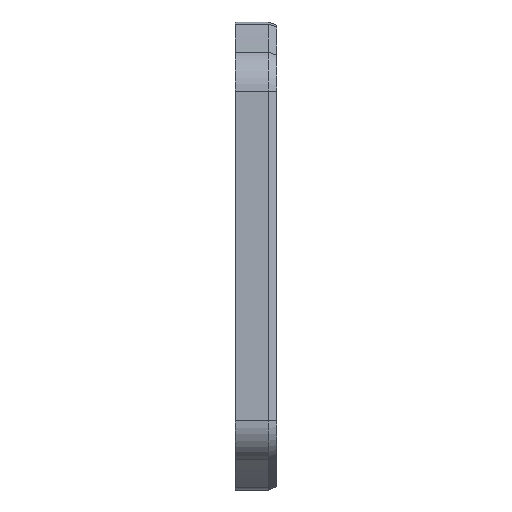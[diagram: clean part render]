
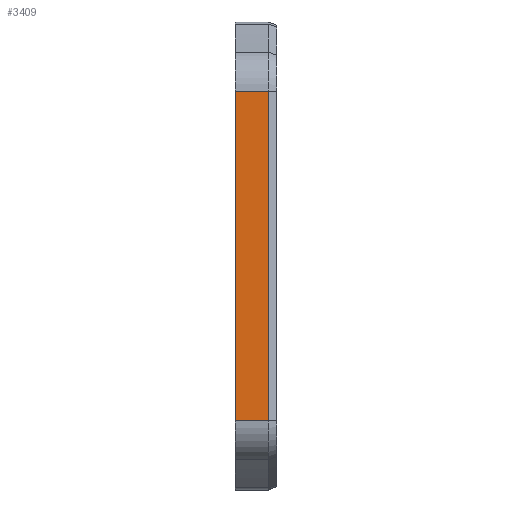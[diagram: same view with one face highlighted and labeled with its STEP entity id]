
A CAD part, left-side view. The second image highlights one B-rep face of the part: STEP entity #3409.
In plain terms, the highlighted planar face has unit normal (-1, 0, 0).
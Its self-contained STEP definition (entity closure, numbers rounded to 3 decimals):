
#24 = PLANE ( 'NONE',  #6563 ) ;
#228 = DIRECTION ( 'NONE',  ( 0., 0., 1. ) ) ;
#346 = LINE ( 'NONE', #7096, #5477 ) ;
#356 = CARTESIAN_POINT ( 'NONE',  ( -2.2, 8., 68.8 ) ) ;
#1086 = VERTEX_POINT ( 'NONE', #356 ) ;
#1152 = DIRECTION ( 'NONE',  ( 0., 0., -1. ) ) ;
#1207 = VECTOR ( 'NONE', #228, 1000. ) ;
#1555 = CARTESIAN_POINT ( 'NONE',  ( -2.2, 8., 6. ) ) ;
#1820 = EDGE_CURVE ( 'NONE', #7057, #6456, #346, .T. ) ;
#2515 = DIRECTION ( 'NONE',  ( 0., -1., 0. ) ) ;
#2629 = EDGE_CURVE ( 'NONE', #7057, #1086, #2657, .T. ) ;
#2657 = LINE ( 'NONE', #3308, #4426 ) ;
#3243 = LINE ( 'NONE', #6960, #3873 ) ;
#3286 = LINE ( 'NONE', #5209, #1207 ) ;
#3308 = CARTESIAN_POINT ( 'NONE',  ( -2.2, 8., 6. ) ) ;
#3409 = ADVANCED_FACE ( 'NONE', ( #5379 ), #24, .F. ) ;
#3418 = CARTESIAN_POINT ( 'NONE',  ( -2.2, 8., 6. ) ) ;
#3624 = CARTESIAN_POINT ( 'NONE',  ( -2.2, 1.648, 6. ) ) ;
#3645 = ORIENTED_EDGE ( 'NONE', *, *, #6416, .F. ) ;
#3869 = DIRECTION ( 'NONE',  ( 0., 0., 1. ) ) ;
#3873 = VECTOR ( 'NONE', #2515, 1000. ) ;
#4309 = ORIENTED_EDGE ( 'NONE', *, *, #6910, .T. ) ;
#4426 = VECTOR ( 'NONE', #3869, 1000. ) ;
#5072 = DIRECTION ( 'NONE',  ( 1., 0., 0. ) ) ;
#5209 = CARTESIAN_POINT ( 'NONE',  ( -2.2, 1.648, 6. ) ) ;
#5379 = FACE_OUTER_BOUND ( 'NONE', #6091, .T. ) ;
#5477 = VECTOR ( 'NONE', #7168, 1000. ) ;
#5563 = CARTESIAN_POINT ( 'NONE',  ( -2.2, 1.648, 68.8 ) ) ;
#6091 = EDGE_LOOP ( 'NONE', ( #6357, #4309, #3645, #7161 ) ) ;
#6357 = ORIENTED_EDGE ( 'NONE', *, *, #1820, .T. ) ;
#6416 = EDGE_CURVE ( 'NONE', #1086, #6582, #3243, .T. ) ;
#6456 = VERTEX_POINT ( 'NONE', #3624 ) ;
#6563 = AXIS2_PLACEMENT_3D ( 'NONE', #3418, #5072, #1152 ) ;
#6582 = VERTEX_POINT ( 'NONE', #5563 ) ;
#6910 = EDGE_CURVE ( 'NONE', #6456, #6582, #3286, .T. ) ;
#6960 = CARTESIAN_POINT ( 'NONE',  ( -2.2, 8., 68.8 ) ) ;
#7057 = VERTEX_POINT ( 'NONE', #1555 ) ;
#7096 = CARTESIAN_POINT ( 'NONE',  ( -2.2, 8., 6. ) ) ;
#7161 = ORIENTED_EDGE ( 'NONE', *, *, #2629, .F. ) ;
#7168 = DIRECTION ( 'NONE',  ( 0., -1., 0. ) ) ;
